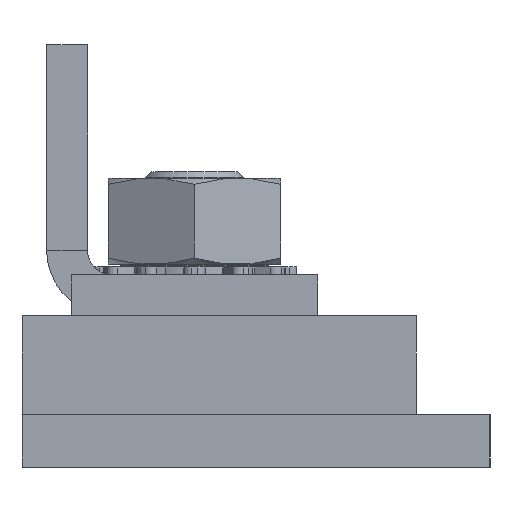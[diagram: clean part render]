
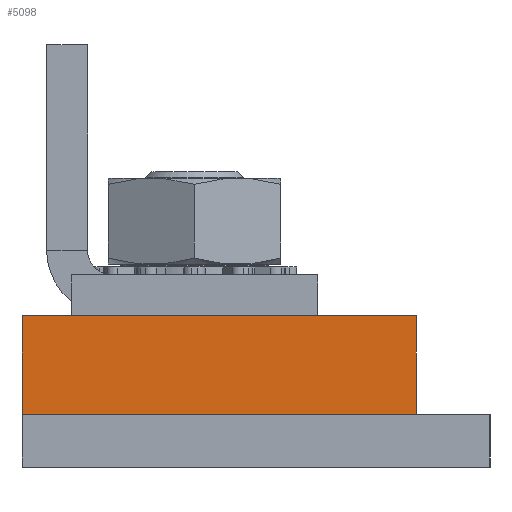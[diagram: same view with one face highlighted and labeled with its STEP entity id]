
A CAD part, left-side view. The second image highlights one B-rep face of the part: STEP entity #5098.
In plain terms, the highlighted planar face has unit normal (-1, 0, 0).
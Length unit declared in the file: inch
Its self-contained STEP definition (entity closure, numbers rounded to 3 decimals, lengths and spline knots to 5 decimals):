
#396=LINE('',#8219,#854);
#399=LINE('',#8225,#857);
#400=LINE('',#8227,#858);
#401=LINE('',#8228,#859);
#854=VECTOR('',#6685,1.);
#857=VECTOR('',#6690,0.25);
#858=VECTOR('',#6691,1.);
#859=VECTOR('',#6692,0.25);
#1123=PLANE('',#5536);
#1410=FACE_OUTER_BOUND('',#1722,.T.);
#1722=EDGE_LOOP('',(#4229,#4230,#4231,#4232));
#2428=VERTEX_POINT('',#8216);
#2429=VERTEX_POINT('',#8218);
#2431=VERTEX_POINT('',#8224);
#2432=VERTEX_POINT('',#8226);
#3068=EDGE_CURVE('',#2428,#2429,#396,.T.);
#3071=EDGE_CURVE('',#2431,#2428,#399,.T.);
#3072=EDGE_CURVE('',#2432,#2431,#400,.T.);
#3073=EDGE_CURVE('',#2432,#2429,#401,.T.);
#4229=ORIENTED_EDGE('',*,*,#3071,.F.);
#4230=ORIENTED_EDGE('',*,*,#3072,.F.);
#4231=ORIENTED_EDGE('',*,*,#3073,.T.);
#4232=ORIENTED_EDGE('',*,*,#3068,.F.);
#5098=ADVANCED_FACE('',(#1410),#1123,.T.);
#5536=AXIS2_PLACEMENT_3D('',#8223,#6688,#6689);
#6685=DIRECTION('',(0.,1.,0.));
#6688=DIRECTION('center_axis',(-1.,0.,0.));
#6689=DIRECTION('ref_axis',(0.,-1.,0.));
#6690=DIRECTION('',(0.,0.,-1.));
#6691=DIRECTION('',(0.,-1.,0.));
#6692=DIRECTION('',(0.,0.,-1.));
#8216=CARTESIAN_POINT('',(-1.8125,-0.5,-0.125));
#8218=CARTESIAN_POINT('',(-1.8125,0.5,-0.125));
#8219=CARTESIAN_POINT('',(-1.8125,-0.5,-0.125));
#8223=CARTESIAN_POINT('Origin',(-1.8125,0.5,0.));
#8224=CARTESIAN_POINT('',(-1.8125,-0.5,0.125));
#8225=CARTESIAN_POINT('',(-1.8125,-0.5,0.));
#8226=CARTESIAN_POINT('',(-1.8125,0.5,0.125));
#8227=CARTESIAN_POINT('',(-1.8125,-0.5,0.125));
#8228=CARTESIAN_POINT('',(-1.8125,0.5,0.));
